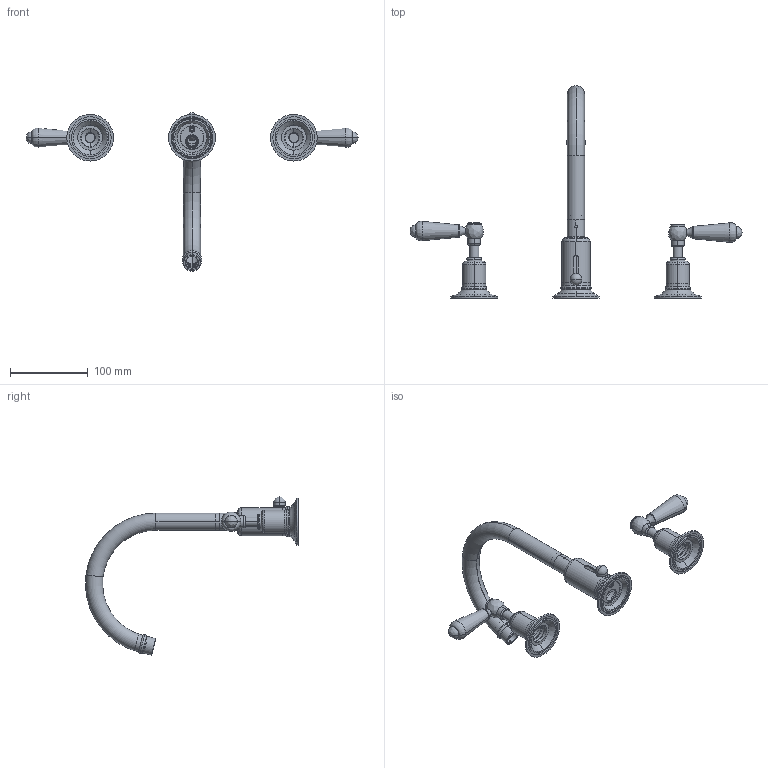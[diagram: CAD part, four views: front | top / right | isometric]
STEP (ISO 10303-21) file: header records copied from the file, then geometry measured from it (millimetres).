
FILE_DESCRIPTION((''),'2;1');
FILE_NAME('85191_ASM','2018-08-13T',('MQ'),(''),'PRO/ENGINEER BY PARAMETRIC TECHNOLOGY CORPORATION, 2012130','PRO/ENGINEER BY PARAMETRIC TECHNOLOGY CORPORATION, 2012130','');
FILE_SCHEMA(('CONFIG_CONTROL_DESIGN'));
Length unit declared in the file: millimetre
Products named in the file (18): MANIFOLD_SOLID_BREP_1729_1; MANIFOLD_SOLID_BREP_1735_1; MANIFOLD_SOLID_BREP_1736_1; MANIFOLD_SOLID_BREP_1737_1; MANIFOLD_SOLID_BREP_1739_1; MANIFOLD_SOLID_BREP_1744_1; MANIFOLD_SOLID_BREP_1745_1; MANIFOLD_SOLID_BREP_1747_1; MANIFOLD_SOLID_BREP_1765_1; MANIFOLD_SOLID_BREP_1766_1; MANIFOLD_SOLID_BREP_1769_1; MANIFOLD_SOLID_BREP_1771_1; MANIFOLD_SOLID_BREP_1774_1; MANIFOLD_SOLID_BREP_1777_1; ADMI8CBDCPFU_ASM_1_ASM; 76191_ASM_1_ASM; YIZHI----------; 85191_ASM
Assembly tree (18 placements, depth 4):
  85191_ASM
    76191_ASM_1_ASM
      ADMI8CBDCPFU_ASM_1_ASM
        MANIFOLD_SOLID_BREP_1729_1
        MANIFOLD_SOLID_BREP_1735_1
        MANIFOLD_SOLID_BREP_1736_1
        MANIFOLD_SOLID_BREP_1737_1
        MANIFOLD_SOLID_BREP_1739_1
        MANIFOLD_SOLID_BREP_1744_1
        MANIFOLD_SOLID_BREP_1745_1
        MANIFOLD_SOLID_BREP_1747_1
        MANIFOLD_SOLID_BREP_1765_1
        MANIFOLD_SOLID_BREP_1766_1
        MANIFOLD_SOLID_BREP_1769_1
        MANIFOLD_SOLID_BREP_1771_1
        MANIFOLD_SOLID_BREP_1774_1
        MANIFOLD_SOLID_BREP_1777_1
    YIZHI----------  x2
Bounding box: 426.32 x 273.45 x 203.4 mm (x, y, z)
Volume: 171545.3 mm3; surface area: 122138.1 mm2
Topology: 16 solids, 16 shells, 408 faces, 906 edges, 555 vertices
Faces by surface type: cylinder 148, torus 112, plane 84, cone 44, bspline 12, sphere 4, revolution 4
Entity records: 11320 total; most frequent: CARTESIAN_POINT 2196, DIRECTION 2194, ORIENTED_EDGE 1638, AXIS2_PLACEMENT_3D 992, EDGE_CURVE 819, CIRCLE 577, VERTEX_POINT 509, EDGE_LOOP 438
